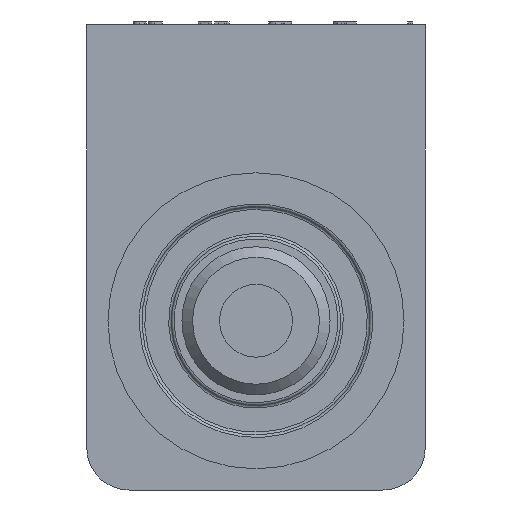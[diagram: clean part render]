
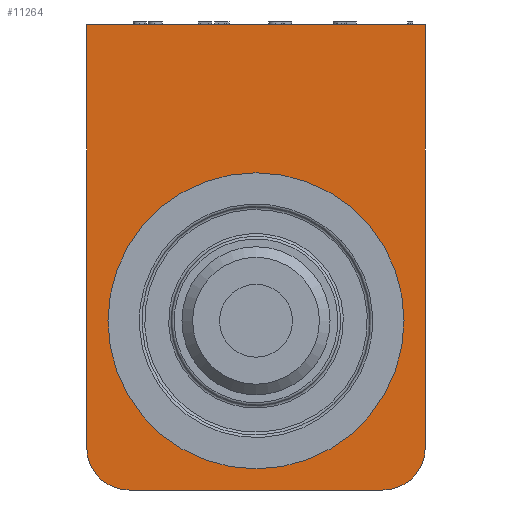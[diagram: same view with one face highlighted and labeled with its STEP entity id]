
A CAD part, front view. The second image highlights one B-rep face of the part: STEP entity #11264.
In plain terms, the highlighted planar face has unit normal (0, -1, 0).
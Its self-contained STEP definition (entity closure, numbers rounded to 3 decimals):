
#642=FACE_BOUND('',#2005,.T.);
#823=PLANE('',#12430);
#1373=FACE_OUTER_BOUND('',#2004,.T.);
#2004=EDGE_LOOP('',(#9182,#9183,#9184,#9185,#9186,#9187));
#2005=EDGE_LOOP('',(#9188,#9189));
#2629=LINE('',#18564,#3379);
#2712=LINE('',#20150,#3462);
#2714=LINE('',#20155,#3464);
#2718=LINE('',#20161,#3468);
#3379=VECTOR('',#14734,1000.);
#3462=VECTOR('',#14825,1000.);
#3464=VECTOR('',#14829,1000.);
#3468=VECTOR('',#14835,1000.);
#4224=CIRCLE('',#12394,11.113);
#4227=CIRCLE('',#12397,11.113);
#4240=CIRCLE('',#12431,3.175);
#4241=CIRCLE('',#12432,3.175);
#4930=VERTEX_POINT('',#18502);
#4931=VERTEX_POINT('',#18503);
#4944=VERTEX_POINT('',#18562);
#4945=VERTEX_POINT('',#18563);
#5114=VERTEX_POINT('',#20149);
#5115=VERTEX_POINT('',#20153);
#5116=VERTEX_POINT('',#20154);
#5117=VERTEX_POINT('',#20159);
#6348=EDGE_CURVE('',#4930,#4931,#4224,.T.);
#6352=EDGE_CURVE('',#4931,#4930,#4227,.T.);
#6378=EDGE_CURVE('',#4944,#4945,#2629,.T.);
#6549=EDGE_CURVE('',#4945,#5114,#2712,.T.);
#6551=EDGE_CURVE('',#5115,#5116,#2714,.T.);
#6555=EDGE_CURVE('',#5117,#4944,#2718,.T.);
#6556=EDGE_CURVE('',#5117,#5116,#4240,.T.);
#6557=EDGE_CURVE('',#5115,#5114,#4241,.T.);
#9182=ORIENTED_EDGE('',*,*,#6555,.F.);
#9183=ORIENTED_EDGE('',*,*,#6556,.T.);
#9184=ORIENTED_EDGE('',*,*,#6551,.F.);
#9185=ORIENTED_EDGE('',*,*,#6557,.T.);
#9186=ORIENTED_EDGE('',*,*,#6549,.F.);
#9187=ORIENTED_EDGE('',*,*,#6378,.F.);
#9188=ORIENTED_EDGE('',*,*,#6348,.F.);
#9189=ORIENTED_EDGE('',*,*,#6352,.F.);
#11264=ADVANCED_FACE('',(#1373,#642),#823,.T.);
#12394=AXIS2_PLACEMENT_3D('',#18504,#14658,#14659);
#12397=AXIS2_PLACEMENT_3D('',#18510,#14665,#14666);
#12430=AXIS2_PLACEMENT_3D('',#20162,#14836,#14837);
#12431=AXIS2_PLACEMENT_3D('',#20163,#14838,#14839);
#12432=AXIS2_PLACEMENT_3D('',#20164,#14840,#14841);
#14658=DIRECTION('center_axis',(0.,-1.,0.));
#14659=DIRECTION('ref_axis',(0.,0.,-1.));
#14665=DIRECTION('center_axis',(0.,-1.,0.));
#14666=DIRECTION('ref_axis',(0.,0.,-1.));
#14734=DIRECTION('',(1.,0.,0.));
#14825=DIRECTION('',(0.,0.,-1.));
#14829=DIRECTION('',(-1.,0.,0.));
#14835=DIRECTION('',(0.,0.,1.));
#14836=DIRECTION('center_axis',(0.,-1.,0.));
#14837=DIRECTION('ref_axis',(0.,0.,-1.));
#14838=DIRECTION('center_axis',(0.,-1.,0.));
#14839=DIRECTION('ref_axis',(0.,0.,-1.));
#14840=DIRECTION('center_axis',(0.,-1.,0.));
#14841=DIRECTION('ref_axis',(0.,0.,-1.));
#18502=CARTESIAN_POINT('',(0.,1.524,11.113));
#18503=CARTESIAN_POINT('',(0.,1.524,-11.113));
#18504=CARTESIAN_POINT('Origin',(0.,1.524,0.));
#18510=CARTESIAN_POINT('Origin',(0.,1.524,0.));
#18562=CARTESIAN_POINT('',(-12.7,1.524,22.225));
#18563=CARTESIAN_POINT('',(12.7,1.524,22.225));
#18564=CARTESIAN_POINT('',(-12.7,1.524,22.225));
#20149=CARTESIAN_POINT('',(12.7,1.524,-9.525));
#20150=CARTESIAN_POINT('',(12.7,1.524,22.225));
#20153=CARTESIAN_POINT('',(9.525,1.524,-12.7));
#20154=CARTESIAN_POINT('',(-9.525,1.524,-12.7));
#20155=CARTESIAN_POINT('',(-12.7,1.524,-12.7));
#20159=CARTESIAN_POINT('',(-12.7,1.524,-9.525));
#20161=CARTESIAN_POINT('',(-12.7,1.524,22.225));
#20162=CARTESIAN_POINT('Origin',(12.7,1.524,-12.7));
#20163=CARTESIAN_POINT('Origin',(-9.525,1.524,-9.525));
#20164=CARTESIAN_POINT('Origin',(9.525,1.524,-9.525));
